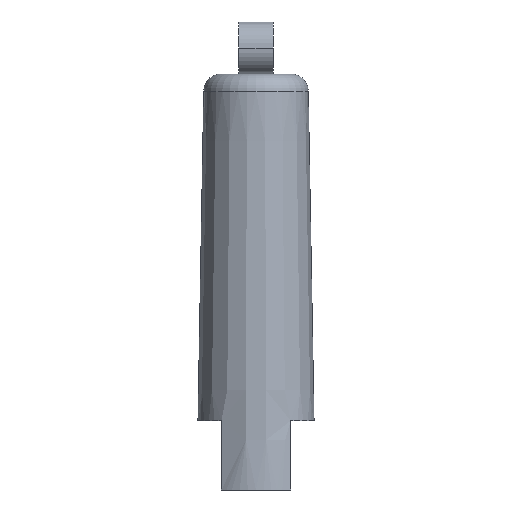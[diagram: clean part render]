
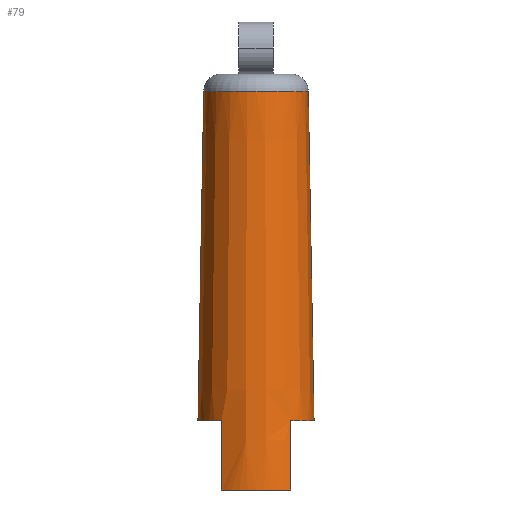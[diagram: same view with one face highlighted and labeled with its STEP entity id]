
A CAD part, front view. The second image highlights one B-rep face of the part: STEP entity #79.
In plain terms, the highlighted conical face has half-angle 1 degrees and reference radius 15 mm.
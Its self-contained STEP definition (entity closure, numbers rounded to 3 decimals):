
#1 = VERTEX_POINT ( 'NONE', #474 ) ;
#5 = CARTESIAN_POINT ( 'NONE',  ( 7.392, -15.464, 0. ) ) ;
#9 = CARTESIAN_POINT ( 'NONE',  ( 8.302, -14.996, 0. ) ) ;
#21 = DIRECTION ( 'NONE',  ( 0., 0., 1. ) ) ;
#27 = ORIENTED_EDGE ( 'NONE', *, *, #397, .T. ) ;
#32 = ORIENTED_EDGE ( 'NONE', *, *, #336, .F. ) ;
#41 = CARTESIAN_POINT ( 'NONE',  ( 16.746, 0., 20. ) ) ;
#53 = ORIENTED_EDGE ( 'NONE', *, *, #134, .T. ) ;
#67 = VERTEX_POINT ( 'NONE', #494 ) ;
#74 = ORIENTED_EDGE ( 'NONE', *, *, #91, .F. ) ;
#79 = ADVANCED_FACE ( 'NONE', ( #362 ), #371, .T. ) ;
#84 = B_SPLINE_CURVE_WITH_KNOTS ( 'NONE', 5,
 ( #518, #129, #135, #136, #310, #439 ),
 .UNSPECIFIED., .F., .F.,
 ( 6, 6 ),
 ( 0., 28.291 ),
 .UNSPECIFIED. ) ;
#90 = AXIS2_PLACEMENT_3D ( 'NONE', #418, #230, #139 ) ;
#91 = EDGE_CURVE ( 'NONE', #182, #265, #152, .T. ) ;
#94 = CARTESIAN_POINT ( 'NONE',  ( 10., -13.432, 20. ) ) ;
#96 = CARTESIAN_POINT ( 'NONE',  ( -16.047, 0., 60. ) ) ;
#112 = ORIENTED_EDGE ( 'NONE', *, *, #145, .T. ) ;
#114 = B_SPLINE_CURVE_WITH_KNOTS ( 'NONE', 5,
 ( #94, #314, #447, #450, #218, #395 ),
 .UNSPECIFIED., .F., .F.,
 ( 6, 6 ),
 ( 0., 28.291 ),
 .UNSPECIFIED. ) ;
#129 = CARTESIAN_POINT ( 'NONE',  ( -10., -13.519, 16. ) ) ;
#132 = CARTESIAN_POINT ( 'NONE',  ( -9.992, -13.87, 0. ) ) ;
#134 = EDGE_CURVE ( 'NONE', #374, #1, #525, .T. ) ;
#135 = CARTESIAN_POINT ( 'NONE',  ( -10., -13.606, 12. ) ) ;
#136 = CARTESIAN_POINT ( 'NONE',  ( -10., -13.692, 8. ) ) ;
#139 = DIRECTION ( 'NONE',  ( 1., 0., 0. ) ) ;
#145 = EDGE_CURVE ( 'NONE', #222, #265, #290, .T. ) ;
#152 = CIRCLE ( 'NONE', #161, 15.086 ) ;
#158 = DIRECTION ( 'NONE',  ( 0., 0., 1. ) ) ;
#160 = DIRECTION ( 'NONE',  ( 1., 0., 0. ) ) ;
#161 = AXIS2_PLACEMENT_3D ( 'NONE', #485, #318, #352 ) ;
#165 = VERTEX_POINT ( 'NONE', #464 ) ;
#171 = CARTESIAN_POINT ( 'NONE',  ( -9.977, -13.881, 0. ) ) ;
#172 = CARTESIAN_POINT ( 'NONE',  ( 0.721, -17.196, 0. ) ) ;
#180 = CARTESIAN_POINT ( 'NONE',  ( 10., -13.432, 20. ) ) ;
#182 = VERTEX_POINT ( 'NONE', #546 ) ;
#193 = DIRECTION ( 'NONE',  ( 0.017, 0., 1. ) ) ;
#205 = B_SPLINE_CURVE_WITH_KNOTS ( 'NONE', 5,
 ( #348, #212, #9, #5, #431, #516, #172, #219, #520, #299, #443, #171, #396, #132, #344 ),
 .UNSPECIFIED., .F., .F.,
 ( 6, 3, 3, 3, 6 ),
 ( -49.934, -43.153, -32.365, -21.576, -21.513 ),
 .UNSPECIFIED. ) ;
#212 = CARTESIAN_POINT ( 'NONE',  ( 9.173, -14.461, 0. ) ) ;
#216 = DIRECTION ( 'NONE',  ( 1., 0., 0. ) ) ;
#218 = CARTESIAN_POINT ( 'NONE',  ( 10., -13.778, 4. ) ) ;
#219 = CARTESIAN_POINT ( 'NONE',  ( -2.544, -17.099, 0. ) ) ;
#222 = VERTEX_POINT ( 'NONE', #41 ) ;
#230 = DIRECTION ( 'NONE',  ( 0., 0., -1. ) ) ;
#232 = EDGE_CURVE ( 'NONE', #378, #222, #497, .T. ) ;
#236 = CARTESIAN_POINT ( 'NONE',  ( 0., 0., 20. ) ) ;
#247 = EDGE_CURVE ( 'NONE', #165, #67, #205, .T. ) ;
#256 = CARTESIAN_POINT ( 'NONE',  ( 0., 0., 20. ) ) ;
#265 = VERTEX_POINT ( 'NONE', #479 ) ;
#290 = LINE ( 'NONE', #466, #510 ) ;
#297 = AXIS2_PLACEMENT_3D ( 'NONE', #256, #21, #216 ) ;
#299 = CARTESIAN_POINT ( 'NONE',  ( -7.213, -15.626, 0. ) ) ;
#310 = CARTESIAN_POINT ( 'NONE',  ( -10., -13.778, 4. ) ) ;
#314 = CARTESIAN_POINT ( 'NONE',  ( 10., -13.519, 16. ) ) ;
#315 = LINE ( 'NONE', #96, #364 ) ;
#318 = DIRECTION ( 'NONE',  ( 0., 0., 1. ) ) ;
#336 = EDGE_CURVE ( 'NONE', #374, #182, #315, .T. ) ;
#344 = CARTESIAN_POINT ( 'NONE',  ( -10., -13.865, 0. ) ) ;
#348 = CARTESIAN_POINT ( 'NONE',  ( 10., -13.865, 0. ) ) ;
#352 = DIRECTION ( 'NONE',  ( 1., 0., 0. ) ) ;
#362 = FACE_OUTER_BOUND ( 'NONE', #428, .T. ) ;
#364 = VECTOR ( 'NONE', #193, 1000. ) ;
#371 = CONICAL_SURFACE ( 'NONE', #90, 15., 0.017 ) ;
#374 = VERTEX_POINT ( 'NONE', #437 ) ;
#378 = VERTEX_POINT ( 'NONE', #180 ) ;
#395 = CARTESIAN_POINT ( 'NONE',  ( 10., -13.865, 0. ) ) ;
#396 = CARTESIAN_POINT ( 'NONE',  ( -9.984, -13.876, 0. ) ) ;
#397 = EDGE_CURVE ( 'NONE', #1, #67, #84, .T. ) ;
#418 = CARTESIAN_POINT ( 'NONE',  ( 0., 0., 120. ) ) ;
#421 = ORIENTED_EDGE ( 'NONE', *, *, #247, .F. ) ;
#428 = EDGE_LOOP ( 'NONE', ( #469, #530, #112, #74, #32, #53, #27, #421 ) ) ;
#431 = CARTESIAN_POINT ( 'NONE',  ( 4.954, -16.498, 0. ) ) ;
#437 = CARTESIAN_POINT ( 'NONE',  ( -16.746, 0., 20. ) ) ;
#439 = CARTESIAN_POINT ( 'NONE',  ( -10., -13.865, 0. ) ) ;
#440 = EDGE_CURVE ( 'NONE', #378, #165, #114, .T. ) ;
#443 = CARTESIAN_POINT ( 'NONE',  ( -8.652, -14.833, 0. ) ) ;
#447 = CARTESIAN_POINT ( 'NONE',  ( 10., -13.606, 12. ) ) ;
#450 = CARTESIAN_POINT ( 'NONE',  ( 10., -13.692, 8. ) ) ;
#464 = CARTESIAN_POINT ( 'NONE',  ( 10., -13.865, 0. ) ) ;
#466 = CARTESIAN_POINT ( 'NONE',  ( 16.047, 0., 60. ) ) ;
#469 = ORIENTED_EDGE ( 'NONE', *, *, #440, .F. ) ;
#474 = CARTESIAN_POINT ( 'NONE',  ( -10., -13.432, 20. ) ) ;
#479 = CARTESIAN_POINT ( 'NONE',  ( 15.086, 0., 115.087 ) ) ;
#485 = CARTESIAN_POINT ( 'NONE',  ( 0., 0., 115.087 ) ) ;
#494 = CARTESIAN_POINT ( 'NONE',  ( -10., -13.865, 0. ) ) ;
#497 = CIRCLE ( 'NONE', #297, 16.746 ) ;
#510 = VECTOR ( 'NONE', #548, 1000. ) ;
#516 = CARTESIAN_POINT ( 'NONE',  ( 2.352, -17.049, 0. ) ) ;
#518 = CARTESIAN_POINT ( 'NONE',  ( -10., -13.432, 20. ) ) ;
#520 = CARTESIAN_POINT ( 'NONE',  ( -5.695, -16.241, 0. ) ) ;
#525 = CIRCLE ( 'NONE', #542, 16.746 ) ;
#530 = ORIENTED_EDGE ( 'NONE', *, *, #232, .T. ) ;
#542 = AXIS2_PLACEMENT_3D ( 'NONE', #236, #158, #160 ) ;
#546 = CARTESIAN_POINT ( 'NONE',  ( -15.086, 0., 115.087 ) ) ;
#548 = DIRECTION ( 'NONE',  ( -0.017, 0., 1. ) ) ;
